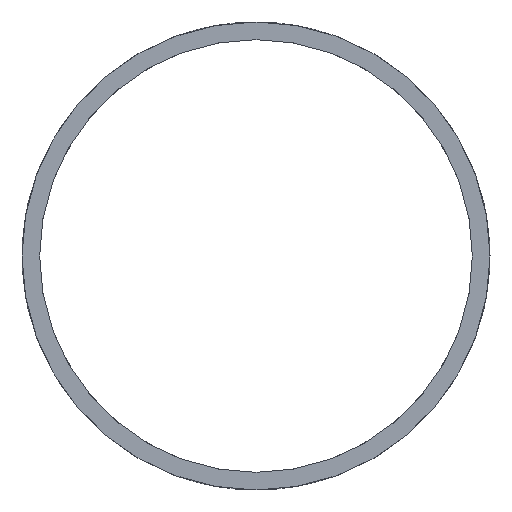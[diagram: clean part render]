
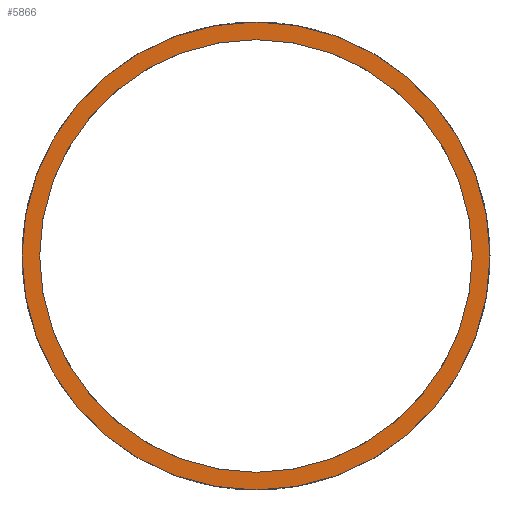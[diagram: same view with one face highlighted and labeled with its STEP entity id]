
A CAD part, left-side view. The second image highlights one B-rep face of the part: STEP entity #5866.
In plain terms, the highlighted planar face has unit normal (-1, 0, 0).
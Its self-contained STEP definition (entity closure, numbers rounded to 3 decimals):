
#8 = AXIS2_PLACEMENT_3D ( 'NONE', #1030, #3934, #7632 ) ;
#27 = FACE_OUTER_BOUND ( 'NONE', #6792, .T. ) ;
#385 = CIRCLE ( 'NONE', #8, 19.875 ) ;
#603 = DIRECTION ( 'NONE',  ( 1., 0., 0. ) ) ;
#977 = EDGE_CURVE ( 'NONE', #3173, #2471, #3238, .T. ) ;
#1030 = CARTESIAN_POINT ( 'NONE',  ( -31., 0., 0. ) ) ;
#1103 = EDGE_LOOP ( 'NONE', ( #1787, #7222 ) ) ;
#1203 = DIRECTION ( 'NONE',  ( 0., 0., -1. ) ) ;
#1270 = CARTESIAN_POINT ( 'NONE',  ( -31., 0., 18.375 ) ) ;
#1286 = EDGE_CURVE ( 'NONE', #7628, #3328, #3120, .T. ) ;
#1508 = EDGE_CURVE ( 'NONE', #3328, #7628, #3128, .T. ) ;
#1620 = DIRECTION ( 'NONE',  ( 0., 0., -1. ) ) ;
#1787 = ORIENTED_EDGE ( 'NONE', *, *, #1286, .T. ) ;
#2359 = EDGE_CURVE ( 'NONE', #2471, #3173, #385, .T. ) ;
#2471 = VERTEX_POINT ( 'NONE', #6930 ) ;
#2676 = ORIENTED_EDGE ( 'NONE', *, *, #977, .F. ) ;
#2771 = AXIS2_PLACEMENT_3D ( 'NONE', #3557, #6563, #1203 ) ;
#3026 = CARTESIAN_POINT ( 'NONE',  ( -31., 0., -18.375 ) ) ;
#3120 = CIRCLE ( 'NONE', #7493, 18.375 ) ;
#3128 = CIRCLE ( 'NONE', #7500, 18.375 ) ;
#3173 = VERTEX_POINT ( 'NONE', #6471 ) ;
#3238 = CIRCLE ( 'NONE', #6974, 19.875 ) ;
#3307 = DIRECTION ( 'NONE',  ( 1., 0., 0. ) ) ;
#3328 = VERTEX_POINT ( 'NONE', #3026 ) ;
#3557 = CARTESIAN_POINT ( 'NONE',  ( -31., 0., 0. ) ) ;
#3934 = DIRECTION ( 'NONE',  ( 1., 0., 0. ) ) ;
#4106 = PLANE ( 'NONE',  #2771 ) ;
#4611 = ORIENTED_EDGE ( 'NONE', *, *, #2359, .F. ) ;
#4796 = DIRECTION ( 'NONE',  ( 0., 0., -1. ) ) ;
#5187 = CARTESIAN_POINT ( 'NONE',  ( -31., 0., 0. ) ) ;
#5310 = CARTESIAN_POINT ( 'NONE',  ( -31., 0., 0. ) ) ;
#5866 = ADVANCED_FACE ( 'NONE', ( #7058, #27 ), #4106, .F. ) ;
#6076 = CARTESIAN_POINT ( 'NONE',  ( -31., 0., 0. ) ) ;
#6113 = DIRECTION ( 'NONE',  ( 1., 0., 0. ) ) ;
#6471 = CARTESIAN_POINT ( 'NONE',  ( -31., 0., 19.875 ) ) ;
#6563 = DIRECTION ( 'NONE',  ( 1., 0., 0. ) ) ;
#6768 = DIRECTION ( 'NONE',  ( 0., 0., -1. ) ) ;
#6792 = EDGE_LOOP ( 'NONE', ( #2676, #4611 ) ) ;
#6930 = CARTESIAN_POINT ( 'NONE',  ( -31., 0., -19.875 ) ) ;
#6974 = AXIS2_PLACEMENT_3D ( 'NONE', #5310, #603, #4796 ) ;
#7058 = FACE_BOUND ( 'NONE', #1103, .T. ) ;
#7222 = ORIENTED_EDGE ( 'NONE', *, *, #1508, .T. ) ;
#7493 = AXIS2_PLACEMENT_3D ( 'NONE', #5187, #3307, #1620 ) ;
#7500 = AXIS2_PLACEMENT_3D ( 'NONE', #6076, #6113, #6768 ) ;
#7628 = VERTEX_POINT ( 'NONE', #1270 ) ;
#7632 = DIRECTION ( 'NONE',  ( 0., 0., -1. ) ) ;
